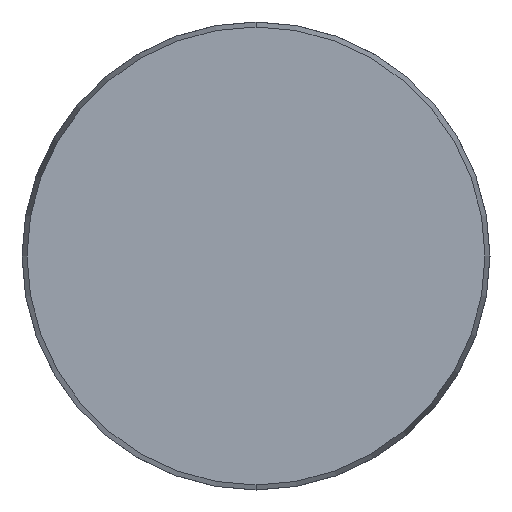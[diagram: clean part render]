
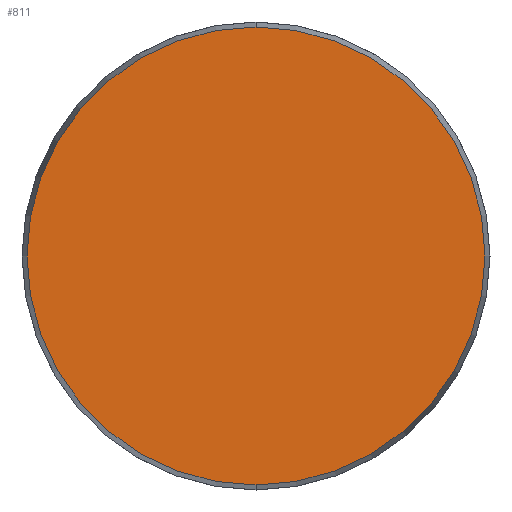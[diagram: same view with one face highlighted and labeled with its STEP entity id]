
A CAD part, front view. The second image highlights one B-rep face of the part: STEP entity #811.
In plain terms, the highlighted planar face has unit normal (0, -1, 0).
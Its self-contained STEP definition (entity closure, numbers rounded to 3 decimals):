
#84 = EDGE_LOOP ( 'NONE', ( #1184, #1093 ) ) ;
#129 = CARTESIAN_POINT ( 'NONE',  ( 0., 0., 39.143 ) ) ;
#255 = DIRECTION ( 'NONE',  ( 0., 0., -1. ) ) ;
#309 = DIRECTION ( 'NONE',  ( 0., 0., -1. ) ) ;
#345 = AXIS2_PLACEMENT_3D ( 'NONE', #555, #656, #255 ) ;
#429 = PLANE ( 'NONE',  #515 ) ;
#515 = AXIS2_PLACEMENT_3D ( 'NONE', #834, #1251, #552 ) ;
#552 = DIRECTION ( 'NONE',  ( 0., 0., 1. ) ) ;
#555 = CARTESIAN_POINT ( 'NONE',  ( 0., 0., 0. ) ) ;
#628 = FACE_OUTER_BOUND ( 'NONE', #84, .T. ) ;
#650 = AXIS2_PLACEMENT_3D ( 'NONE', #1015, #911, #309 ) ;
#656 = DIRECTION ( 'NONE',  ( 0., -1., 0. ) ) ;
#760 = VERTEX_POINT ( 'NONE', #129 ) ;
#811 = ADVANCED_FACE ( 'NONE', ( #628 ), #429, .F. ) ;
#834 = CARTESIAN_POINT ( 'NONE',  ( -39.143, 0., 0. ) ) ;
#860 = CIRCLE ( 'NONE', #650, 39.143 ) ;
#911 = DIRECTION ( 'NONE',  ( 0., -1., 0. ) ) ;
#976 = EDGE_CURVE ( 'NONE', #1272, #760, #860, .T. ) ;
#1015 = CARTESIAN_POINT ( 'NONE',  ( 0., 0., 0. ) ) ;
#1093 = ORIENTED_EDGE ( 'NONE', *, *, #976, .T. ) ;
#1134 = EDGE_CURVE ( 'NONE', #760, #1272, #1258, .T. ) ;
#1184 = ORIENTED_EDGE ( 'NONE', *, *, #1134, .T. ) ;
#1191 = CARTESIAN_POINT ( 'NONE',  ( 0., 0., -39.143 ) ) ;
#1251 = DIRECTION ( 'NONE',  ( 0., 1., 0. ) ) ;
#1258 = CIRCLE ( 'NONE', #345, 39.143 ) ;
#1272 = VERTEX_POINT ( 'NONE', #1191 ) ;
